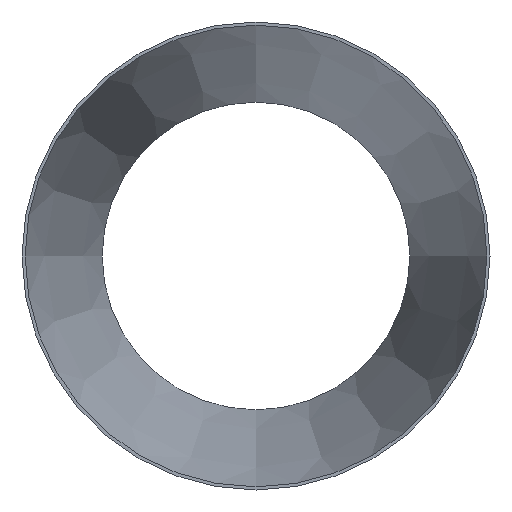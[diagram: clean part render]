
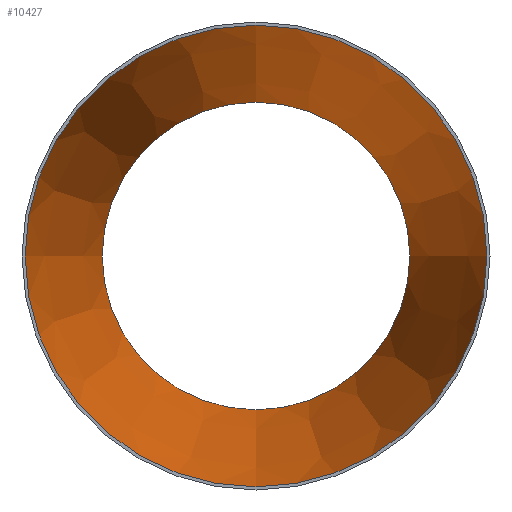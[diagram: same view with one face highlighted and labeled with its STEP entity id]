
A CAD part, front view. The second image highlights one B-rep face of the part: STEP entity #10427.
In plain terms, the highlighted conical face has half-angle 11.136 degrees and reference radius 224.942 mm.
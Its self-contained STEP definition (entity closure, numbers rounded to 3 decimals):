
#3292 = AXIS2_PLACEMENT_3D ( 'NONE', #16824, #24099, #38230 ) ;
#3829 = FACE_OUTER_BOUND ( 'NONE', #26965, .T. ) ;
#6954 = ORIENTED_EDGE ( 'NONE', *, *, #31066, .T. ) ;
#10427 = ADVANCED_FACE ( 'NONE', ( #18171, #3829 ), #13430, .F. ) ;
#13430 = CONICAL_SURFACE ( 'NONE', #35143, 224.942, 0.194 ) ;
#16824 = CARTESIAN_POINT ( 'NONE',  ( 0., 0., 0. ) ) ;
#17600 = DIRECTION ( 'NONE',  ( 0., 0., -1. ) ) ;
#18171 = FACE_BOUND ( 'NONE', #46775, .T. ) ;
#19126 = DIRECTION ( 'NONE',  ( 0., -1., 0. ) ) ;
#21233 = CARTESIAN_POINT ( 'NONE',  ( 0., 381., 0. ) ) ;
#21856 = CIRCLE ( 'NONE', #3292, 224.942 ) ;
#22283 = DIRECTION ( 'NONE',  ( 0., 0., -1. ) ) ;
#22768 = EDGE_CURVE ( 'NONE', #31515, #31515, #30923, .T. ) ;
#23000 = CARTESIAN_POINT ( 'NONE',  ( 0., 0., -224.942 ) ) ;
#24099 = DIRECTION ( 'NONE',  ( 0., -1., 0. ) ) ;
#24725 = AXIS2_PLACEMENT_3D ( 'NONE', #21233, #42450, #17600 ) ;
#26965 = EDGE_LOOP ( 'NONE', ( #6954 ) ) ;
#30553 = CARTESIAN_POINT ( 'NONE',  ( 0., 0., 0. ) ) ;
#30923 = CIRCLE ( 'NONE', #24725, 149.942 ) ;
#31066 = EDGE_CURVE ( 'NONE', #42251, #42251, #21856, .T. ) ;
#31515 = VERTEX_POINT ( 'NONE', #45418 ) ;
#35143 = AXIS2_PLACEMENT_3D ( 'NONE', #30553, #19126, #22283 ) ;
#38230 = DIRECTION ( 'NONE',  ( 0., 0., -1. ) ) ;
#42251 = VERTEX_POINT ( 'NONE', #23000 ) ;
#42450 = DIRECTION ( 'NONE',  ( 0., -1., 0. ) ) ;
#44143 = ORIENTED_EDGE ( 'NONE', *, *, #22768, .F. ) ;
#45418 = CARTESIAN_POINT ( 'NONE',  ( 0., 381., -149.942 ) ) ;
#46775 = EDGE_LOOP ( 'NONE', ( #44143 ) ) ;
